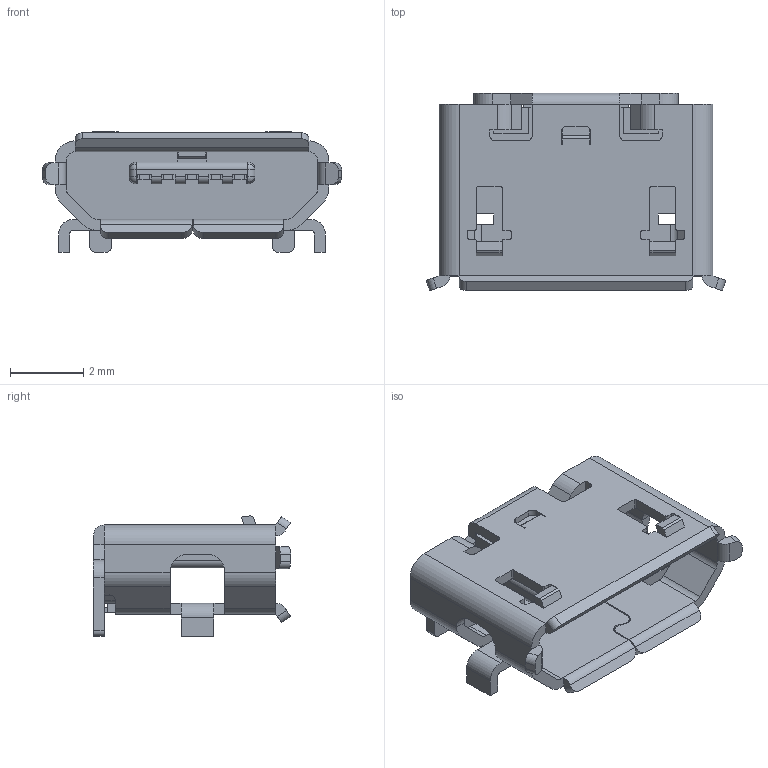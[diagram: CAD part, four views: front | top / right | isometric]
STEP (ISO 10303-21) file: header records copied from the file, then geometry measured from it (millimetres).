
FILE_DESCRIPTION( ( '' ), ' ' );
FILE_NAME( '5af0109c0f80360e6a183758.step', '2018-05-07T08:38:52', ( '' ), ( '' ), ' ', ' ', ' ' );
FILE_SCHEMA( ( 'AUTOMOTIVE_DESIGN { 1 0 10303 214 1 1 1 1 }' ) );
Length unit declared in the file: metre
Products named in the file (1): Open CASCADE STEP translator 6.8 1
Bounding box: 8.2 x 5.4 x 3.3 mm (x, y, z)
Volume: 43.1 mm3; surface area: 259.4 mm2
Topology: 1 solids, 1 shells, 432 faces, 1316 edges, 852 vertices
Faces by surface type: plane 298, cylinder 126, sphere 8
Entity records: 24628 total; most frequent: ORIENTED_EDGE 2616, CARTESIAN_POINT 2611, DIRECTION 2438, STYLED_ITEM 1740, PRESENTATION_STYLE_ASSIGNMENT 1740, COLOUR_RGB 1740, EDGE_CURVE 1308, CURVE_STYLE 1308
